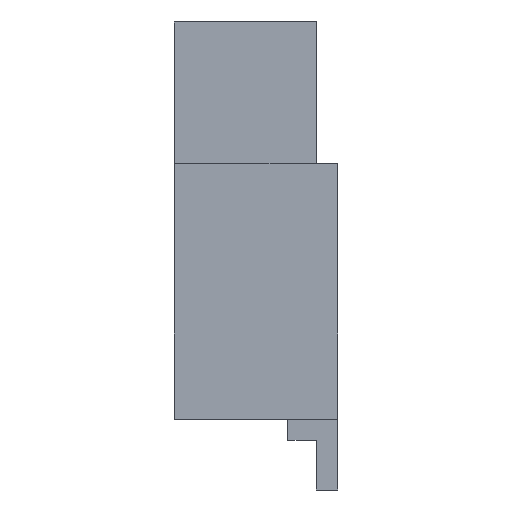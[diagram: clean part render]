
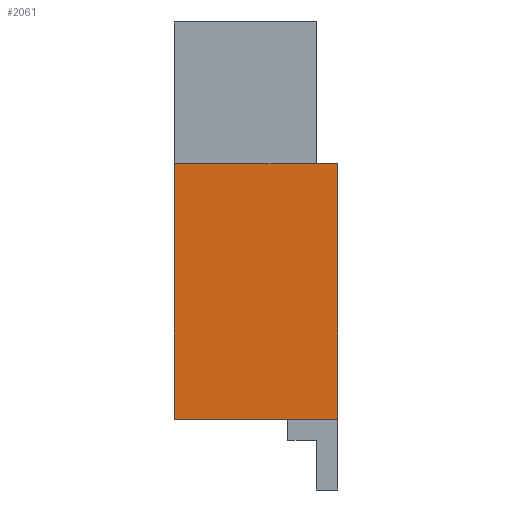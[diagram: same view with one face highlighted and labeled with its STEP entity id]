
A CAD part, left-side view. The second image highlights one B-rep face of the part: STEP entity #2061.
In plain terms, the highlighted planar face has unit normal (-1, 0, 0).
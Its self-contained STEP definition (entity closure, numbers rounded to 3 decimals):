
#84 = CARTESIAN_POINT ( 'NONE',  ( 0., 0., -3.6 ) ) ;
#485 = ORIENTED_EDGE ( 'NONE', *, *, #6077, .F. ) ;
#1407 = ORIENTED_EDGE ( 'NONE', *, *, #5847, .T. ) ;
#1556 = VECTOR ( 'NONE', #3429, 1000. ) ;
#1675 = ORIENTED_EDGE ( 'NONE', *, *, #1887, .T. ) ;
#1731 = DIRECTION ( 'NONE',  ( 0., 0., -1. ) ) ;
#1839 = PLANE ( 'NONE',  #6994 ) ;
#1887 = EDGE_CURVE ( 'NONE', #5567, #5853, #4357, .T. ) ;
#2061 = ADVANCED_FACE ( 'NONE', ( #7017 ), #1839, .F. ) ;
#2116 = EDGE_CURVE ( 'NONE', #2493, #2217, #2529, .T. ) ;
#2217 = VERTEX_POINT ( 'NONE', #2836 ) ;
#2219 = LINE ( 'NONE', #6954, #1556 ) ;
#2493 = VERTEX_POINT ( 'NONE', #6529 ) ;
#2529 = LINE ( 'NONE', #7231, #4894 ) ;
#2836 = CARTESIAN_POINT ( 'NONE',  ( 0., 0., 0. ) ) ;
#2891 = CARTESIAN_POINT ( 'NONE',  ( 0., 2.3, 0. ) ) ;
#2999 = DIRECTION ( 'NONE',  ( 0., 0., 1. ) ) ;
#3429 = DIRECTION ( 'NONE',  ( 0., 0., 1. ) ) ;
#3560 = LINE ( 'NONE', #4770, #6522 ) ;
#4357 = LINE ( 'NONE', #7241, #7469 ) ;
#4660 = DIRECTION ( 'NONE',  ( 1., 0., 0. ) ) ;
#4738 = ORIENTED_EDGE ( 'NONE', *, *, #2116, .F. ) ;
#4770 = CARTESIAN_POINT ( 'NONE',  ( 0., 0., 0. ) ) ;
#4873 = EDGE_LOOP ( 'NONE', ( #1407, #4738, #485, #1675 ) ) ;
#4894 = VECTOR ( 'NONE', #6877, 1000. ) ;
#5567 = VERTEX_POINT ( 'NONE', #6973 ) ;
#5847 = EDGE_CURVE ( 'NONE', #5853, #2217, #3560, .T. ) ;
#5853 = VERTEX_POINT ( 'NONE', #84 ) ;
#6077 = EDGE_CURVE ( 'NONE', #5567, #2493, #2219, .T. ) ;
#6203 = DIRECTION ( 'NONE',  ( 0., -1., 0. ) ) ;
#6522 = VECTOR ( 'NONE', #2999, 1000. ) ;
#6529 = CARTESIAN_POINT ( 'NONE',  ( 0., 2.3, 0. ) ) ;
#6877 = DIRECTION ( 'NONE',  ( 0., -1., 0. ) ) ;
#6954 = CARTESIAN_POINT ( 'NONE',  ( 0., 2.3, 0. ) ) ;
#6973 = CARTESIAN_POINT ( 'NONE',  ( 0., 2.3, -3.6 ) ) ;
#6994 = AXIS2_PLACEMENT_3D ( 'NONE', #2891, #4660, #1731 ) ;
#7017 = FACE_OUTER_BOUND ( 'NONE', #4873, .T. ) ;
#7231 = CARTESIAN_POINT ( 'NONE',  ( 0., 2.3, 0. ) ) ;
#7241 = CARTESIAN_POINT ( 'NONE',  ( 0., 2.3, -3.6 ) ) ;
#7469 = VECTOR ( 'NONE', #6203, 1000. ) ;
